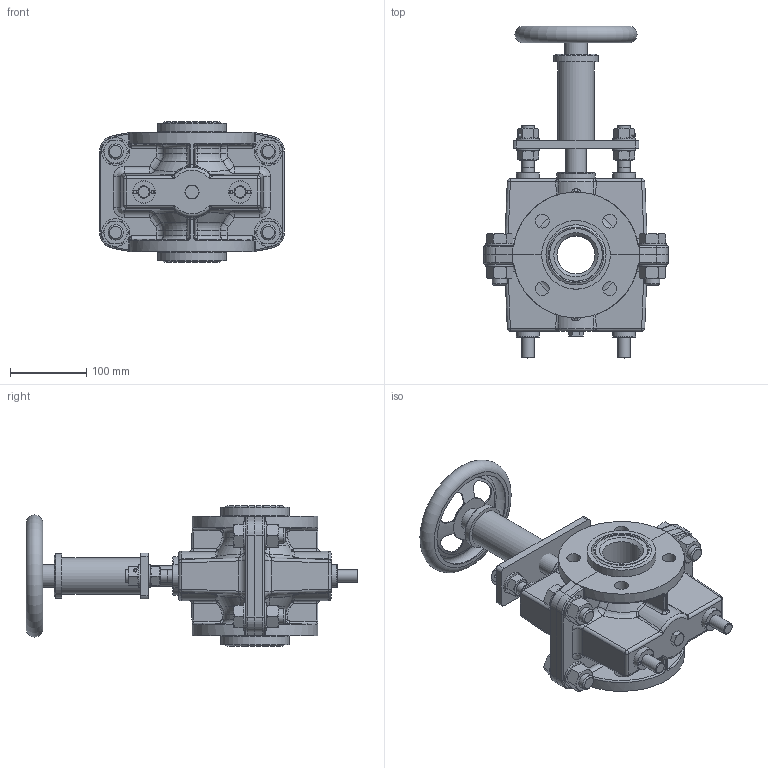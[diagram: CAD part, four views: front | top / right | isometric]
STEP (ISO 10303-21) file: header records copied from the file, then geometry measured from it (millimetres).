
FILE_DESCRIPTION((''),'2;1');
FILE_NAME('BE50M10-XX3.stp','2016-02-23T12:24:40',('niko.tikander'),(''),'Autodesk Inventor 2011','Autodesk Inventor 2011','');
FILE_SCHEMA(('AUTOMOTIVE_DESIGN { 1 0 10303 214 1 1 1 1 }'));
Length unit declared in the file: millimetre
Products named in the file (1): Part2
Bounding box: 242 x 434.98 x 183.59 mm (x, y, z)
Surface area: 503846.5 mm2 (no closed solid volume)
Topology: 0 solids, 76 shells, 697 faces, 1805 edges, 1145 vertices
Faces by surface type: cylinder 208, plane 197, bspline 146, cone 90, torus 40, sphere 16
Full cylindrical faces by diameter (mm): 4 x10, 5 x2, 6 x3, 8 x1, 10 x1, 14 x2, 16 x3, 18 x8, 20 x4, 24.1 x4, 26 x4, 26.9 x1, 30 x9, 36.5 x8, 39 x1, 42 x1, 48.3 x1, 50 x3, 58 x1, 70 x2, 90 x2, 128 x1
Entity records: 35138 total; most frequent: CARTESIAN_POINT 19056, DIRECTION 2980, ORIENTED_EDGE 2934, EDGE_CURVE 1702, AXIS2_PLACEMENT_3D 1294, VERTEX_POINT 1138, EDGE_LOOP 886, FACE_OUTER_BOUND 697
